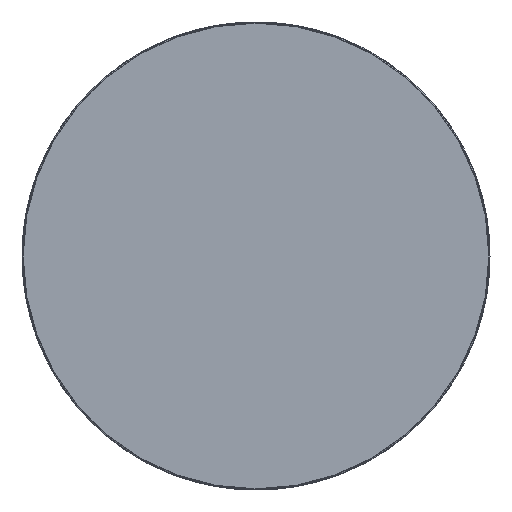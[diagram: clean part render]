
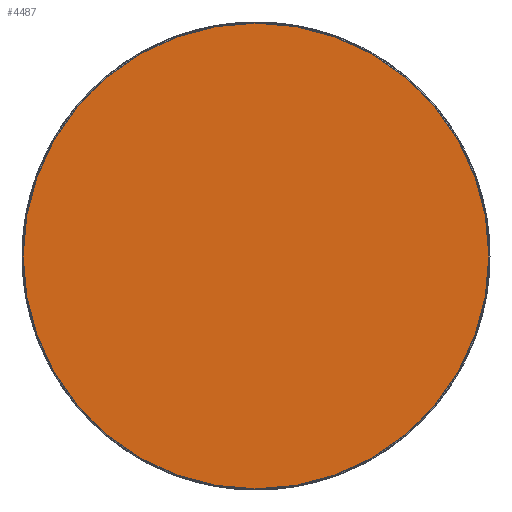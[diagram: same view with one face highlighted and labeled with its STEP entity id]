
A CAD part, top view. The second image highlights one B-rep face of the part: STEP entity #4487.
In plain terms, the highlighted planar face has unit normal (0, 0, 1).
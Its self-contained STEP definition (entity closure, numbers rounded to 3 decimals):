
#543=PLANE('',#15269);
#2546=FACE_OUTER_BOUND('',#5593,.T.);
#4487=ADVANCED_FACE('',(#2546),#543,.F.);
#5593=EDGE_LOOP('',(#10007));
#10007=ORIENTED_EDGE('',*,*,#13707,.T.);
#11500=VERTEX_POINT('',#41046);
#13707=EDGE_CURVE('',#11500,#11500,#14197,.T.);
#14197=CIRCLE('',#15266,293.01);
#15266=AXIS2_PLACEMENT_3D('',#41045,#17868,#17869);
#15269=AXIS2_PLACEMENT_3D('',#41049,#17874,#17875);
#17868=DIRECTION('',(0.,0.,1.));
#17869=DIRECTION('',(-1.,0.,0.));
#17874=DIRECTION('',(0.,0.,-1.));
#17875=DIRECTION('',(-1.,0.,0.));
#41045=CARTESIAN_POINT('',(0.,0.,6.916));
#41046=CARTESIAN_POINT('',(-293.01,0.,6.916));
#41049=CARTESIAN_POINT('',(-291.885,-25.537,6.916));
